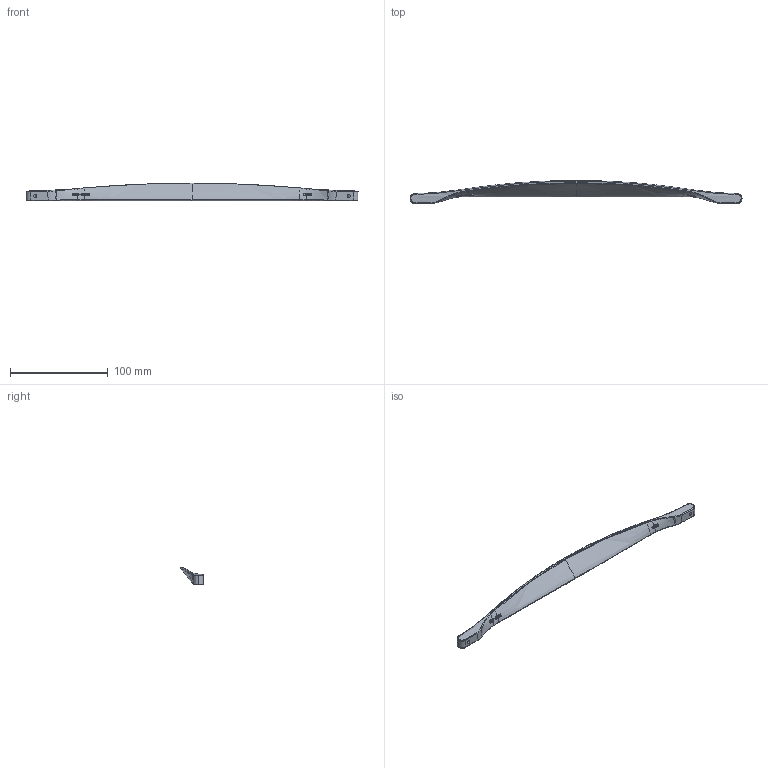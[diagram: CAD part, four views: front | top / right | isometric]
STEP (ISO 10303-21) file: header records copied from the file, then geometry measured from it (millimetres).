
FILE_DESCRIPTION(('Creo Elements/Direct Modeling STEP Export'),'2;1');
FILE_NAME('2356-339.stp','2022-05-04T 9:09:31',(''),(''),'Creo Elements/Direct Modeling STEP processor for AP214 (Solid Model)','Creo Elements/Direct Modeling 20.0 12-Nov-2016 (C) Parametric Technology GmbH','');
FILE_SCHEMA(('AUTOMOTIVE_DESIGN { 1 0 10303 214 1 1 1 1 }'));
Length unit declared in the file: millimetre
Products named in the file (1): ZN-9617
Bounding box: 339 x 23.42 x 18.12 mm (x, y, z)
Volume: 25031.1 mm3; surface area: 14592.9 mm2
Topology: 1 solids, 1 shells, 756 faces, 2169 edges, 1428 vertices
Faces by surface type: plane 648, bspline 87, cylinder 15, cone 4, torus 2
Entity records: 226480 total; most frequent: CARTESIAN_POINT 208706, ORIENTED_EDGE 4330, EDGE_CURVE 2165, DIRECTION 2037, VERTEX_POINT 1428, B_SPLINE_CURVE_WITH_KNOTS 1424, SURFACE_CURVE 1303, EDGE_LOOP 773
